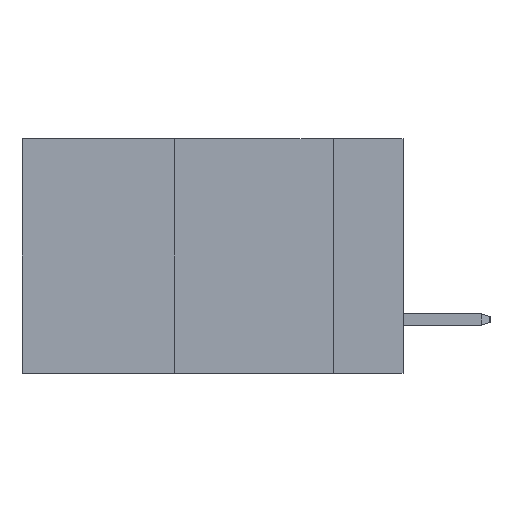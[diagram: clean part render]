
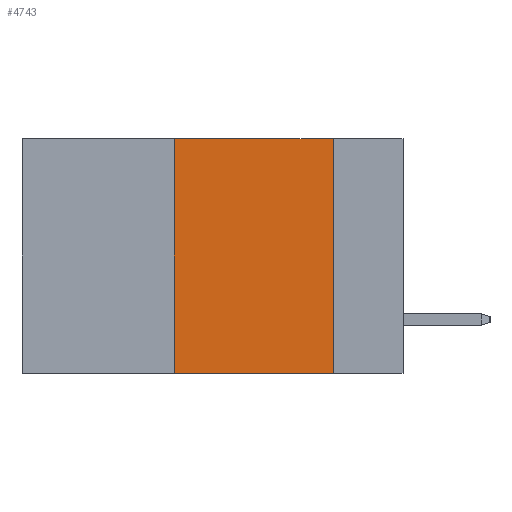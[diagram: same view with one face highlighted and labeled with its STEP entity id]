
A CAD part, left-side view. The second image highlights one B-rep face of the part: STEP entity #4743.
In plain terms, the highlighted planar face has unit normal (-1, 0, 0).
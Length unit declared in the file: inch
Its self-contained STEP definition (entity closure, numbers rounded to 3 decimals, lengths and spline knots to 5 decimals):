
#161 = CARTESIAN_POINT ( 'NONE',  ( 0., 0.36, 0. ) ) ;
#251 = ORIENTED_EDGE ( 'NONE', *, *, #2247, .T. ) ;
#318 = DIRECTION ( 'NONE',  ( 0., -1., 0. ) ) ;
#434 = CARTESIAN_POINT ( 'NONE',  ( 0., 0.11, 0. ) ) ;
#752 = ORIENTED_EDGE ( 'NONE', *, *, #1505, .F. ) ;
#1275 = DIRECTION ( 'NONE',  ( 0., 0., -1. ) ) ;
#1505 = EDGE_CURVE ( 'NONE', #3566, #7819, #10409, .T. ) ;
#1877 = LINE ( 'NONE', #8208, #8530 ) ;
#1934 = DIRECTION ( 'NONE',  ( 0., 0., 1. ) ) ;
#2234 = AXIS2_PLACEMENT_3D ( 'NONE', #3911, #3527, #1275 ) ;
#2247 = EDGE_CURVE ( 'NONE', #4980, #7819, #5763, .T. ) ;
#2316 = DIRECTION ( 'NONE',  ( 0., -1., 0. ) ) ;
#2584 = CARTESIAN_POINT ( 'NONE',  ( 0., 0.36, -0.37 ) ) ;
#3033 = EDGE_CURVE ( 'NONE', #4980, #7956, #6302, .T. ) ;
#3435 = DIRECTION ( 'NONE',  ( 0., 0., -1. ) ) ;
#3501 = EDGE_CURVE ( 'NONE', #7956, #3566, #1877, .T. ) ;
#3527 = DIRECTION ( 'NONE',  ( 1., 0., 0. ) ) ;
#3566 = VERTEX_POINT ( 'NONE', #434 ) ;
#3911 = CARTESIAN_POINT ( 'NONE',  ( 0., 0.6, 0. ) ) ;
#3945 = ORIENTED_EDGE ( 'NONE', *, *, #3033, .F. ) ;
#4743 = ADVANCED_FACE ( 'NONE', ( #5525 ), #8826, .F. ) ;
#4980 = VERTEX_POINT ( 'NONE', #2584 ) ;
#5525 = FACE_OUTER_BOUND ( 'NONE', #7975, .T. ) ;
#5763 = LINE ( 'NONE', #5859, #9920 ) ;
#5859 = CARTESIAN_POINT ( 'NONE',  ( 0., 0.6, -0.37 ) ) ;
#6302 = LINE ( 'NONE', #9826, #9825 ) ;
#6601 = VECTOR ( 'NONE', #3435, 39.37008 ) ;
#7819 = VERTEX_POINT ( 'NONE', #8618 ) ;
#7956 = VERTEX_POINT ( 'NONE', #161 ) ;
#7975 = EDGE_LOOP ( 'NONE', ( #752, #11334, #3945, #251 ) ) ;
#8208 = CARTESIAN_POINT ( 'NONE',  ( 0., 0.6, 0. ) ) ;
#8530 = VECTOR ( 'NONE', #318, 39.37008 ) ;
#8618 = CARTESIAN_POINT ( 'NONE',  ( 0., 0.11, -0.37 ) ) ;
#8666 = CARTESIAN_POINT ( 'NONE',  ( 0., 0.11, 0. ) ) ;
#8826 = PLANE ( 'NONE',  #2234 ) ;
#9825 = VECTOR ( 'NONE', #1934, 39.37008 ) ;
#9826 = CARTESIAN_POINT ( 'NONE',  ( 0., 0.36, 0. ) ) ;
#9920 = VECTOR ( 'NONE', #2316, 39.37008 ) ;
#10409 = LINE ( 'NONE', #8666, #6601 ) ;
#11334 = ORIENTED_EDGE ( 'NONE', *, *, #3501, .F. ) ;
